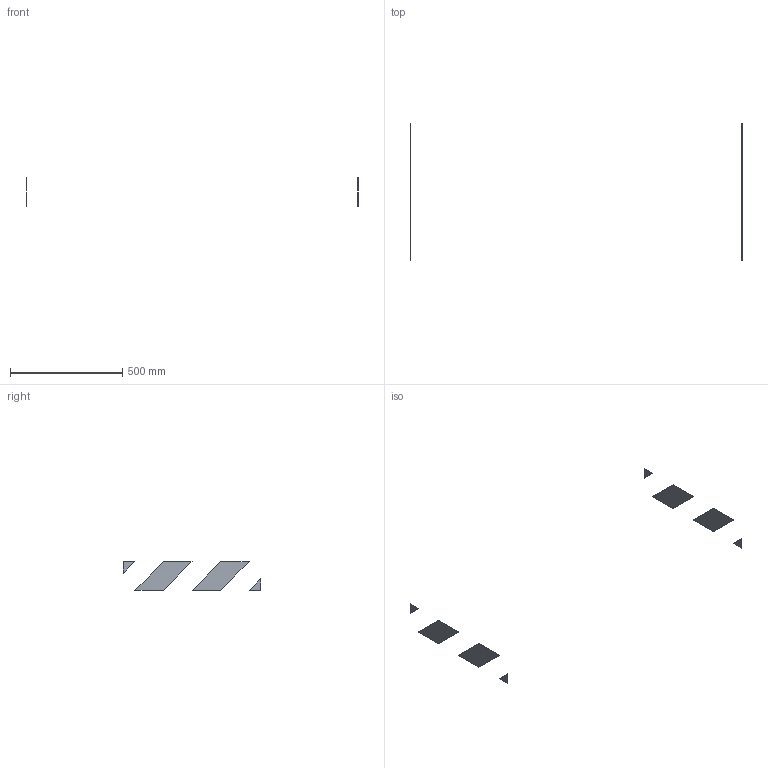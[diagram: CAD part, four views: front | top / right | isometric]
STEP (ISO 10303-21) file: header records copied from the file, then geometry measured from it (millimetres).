
FILE_DESCRIPTION( ( '' ), ' ' );
FILE_NAME( '5da816e72a7f9914d7d1e5de.step', '2019-10-17T07:23:20', ( '' ), ( '' ), ' ', ' ', ' ' );
FILE_SCHEMA( ( 'AUTOMOTIVE_DESIGN { 1 0 10303 214 1 1 1 1 }' ) );
Length unit declared in the file: metre
Products named in the file (8): Part 38; Part 36; Part 37; Part 39; Part 31; Part 29; Part 30; Part 32
Bounding box: 1475.74 x 609.6 x 127 mm (x, y, z)
Volume: 88490.1 mm3; surface area: 143350.8 mm2
Topology: 8 solids, 8 shells, 44 faces, 84 edges, 56 vertices
Faces by surface type: plane 44
Entity records: 1526 total; most frequent: CARTESIAN_POINT 192, DIRECTION 188, ORIENTED_EDGE 168, EDGE_CURVE 84, LINE 84, VECTOR 84, VERTEX_POINT 56, AXIS2_PLACEMENT_3D 52
